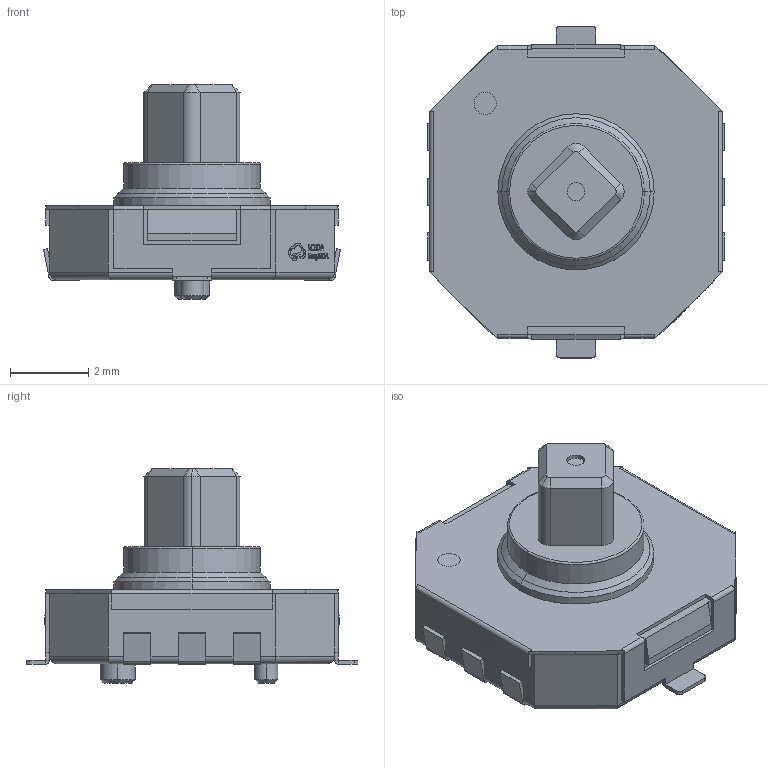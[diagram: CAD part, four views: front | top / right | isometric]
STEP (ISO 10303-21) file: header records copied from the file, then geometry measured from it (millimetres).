
FILE_DESCRIPTION (( 'STEP AP214' ), '1' );
FILE_NAME ('SW-SMD_GT-TC0060-H050-L1.STEP', '2024-02-28T02:20:26', ( 'PC' ), ( 'Microsoft' ), 'SwSTEP 2.0', 'SolidWorks 2020', '' );
FILE_SCHEMA (( 'AUTOMOTIVE_DESIGN' ));
Length unit declared in the file: millimetre
Products named in the file (1): SW-SMD_GT-TC0060-H050-L1
Bounding box: 7.6 x 8.5 x 5.5 mm (x, y, z)
Volume: 113.3 mm3; surface area: 300 mm2
Topology: 2 solids, 2 shells, 446 faces, 1186 edges, 765 vertices
Faces by surface type: plane 270, bspline 98, cylinder 63, cone 13, torus 2
Entity records: 19156 total; most frequent: CARTESIAN_POINT 3728, ORIENTED_EDGE 2372, DIRECTION 1809, EDGE_CURVE 1186, VECTOR 845, LINE 845, VERTEX_POINT 765, AXIS2_PLACEMENT_3D 482
